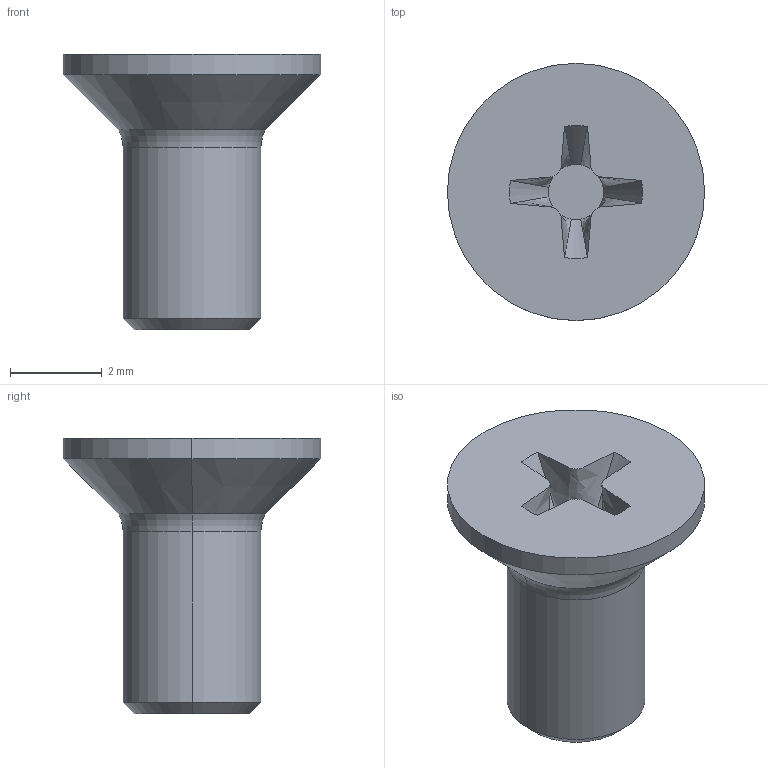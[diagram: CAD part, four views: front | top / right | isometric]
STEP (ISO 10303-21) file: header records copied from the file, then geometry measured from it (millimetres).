
FILE_DESCRIPTION (( 'STEP AP214' ), '1' );
FILE_NAME ('TR Fastenings Ltd-M3X6mm.STEP', '2018-12-16T11:47:41', ( '' ), ( '' ), 'SwSTEP 2.0', 'SolidWorks 2018', '' );
FILE_SCHEMA (( 'AUTOMOTIVE_DESIGN' ));
Length unit declared in the file: millimetre
Products named in the file (1): TR Fastenings Ltd-M3X6mm
Bounding box: 5.6 x 5.6 x 6 mm (x, y, z)
Volume: 57.3 mm3; surface area: 111.4 mm2
Topology: 1 solids, 1 shells, 22 faces, 56 edges, 37 vertices
Faces by surface type: bspline 9, cylinder 4, cone 4, plane 3, torus 2
Entity records: 899 total; most frequent: CARTESIAN_POINT 303, DIRECTION 115, ORIENTED_EDGE 112, EDGE_CURVE 56, AXIS2_PLACEMENT_3D 45, VERTEX_POINT 37, CIRCLE 31, LINE 25
